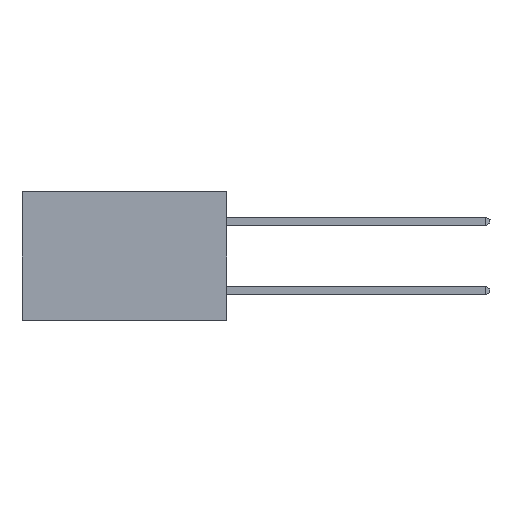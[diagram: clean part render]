
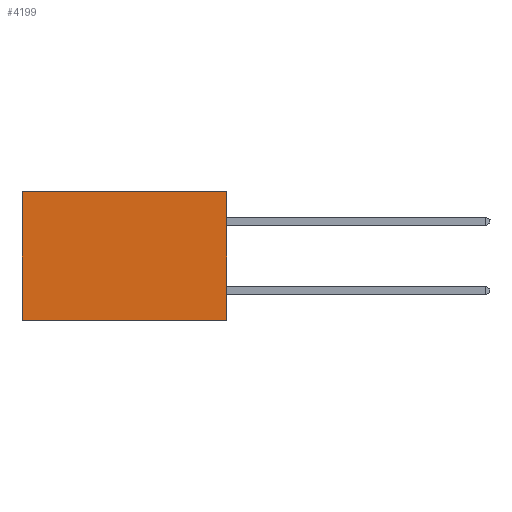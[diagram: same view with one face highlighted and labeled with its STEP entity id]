
A CAD part, left-side view. The second image highlights one B-rep face of the part: STEP entity #4199.
In plain terms, the highlighted planar face has unit normal (-1, 0, 0).
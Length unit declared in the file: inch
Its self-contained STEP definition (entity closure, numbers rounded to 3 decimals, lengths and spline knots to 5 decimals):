
#737 = CARTESIAN_POINT ( 'NONE',  ( 0.277, 0., -0.37 ) ) ;
#901 = LINE ( 'NONE', #4675, #20228 ) ;
#1278 = CARTESIAN_POINT ( 'NONE',  ( 0.277, 0.59, -0.37 ) ) ;
#1284 = ORIENTED_EDGE ( 'NONE', *, *, #14589, .T. ) ;
#1549 = CARTESIAN_POINT ( 'NONE',  ( 0.277, 0.59, -0.37 ) ) ;
#1881 = DIRECTION ( 'NONE',  ( 0., 0., -1. ) ) ;
#2122 = VERTEX_POINT ( 'NONE', #15568 ) ;
#2178 = LINE ( 'NONE', #737, #16597 ) ;
#2300 = EDGE_CURVE ( 'NONE', #16523, #11458, #2178, .T. ) ;
#2771 = LINE ( 'NONE', #1278, #17193 ) ;
#2970 = DIRECTION ( 'NONE',  ( 0., 0., -1. ) ) ;
#3470 = FACE_OUTER_BOUND ( 'NONE', #11138, .T. ) ;
#4199 = ADVANCED_FACE ( 'NONE', ( #3470 ), #9157, .F. ) ;
#4675 = CARTESIAN_POINT ( 'NONE',  ( 0.277, 0., 0. ) ) ;
#5075 = ORIENTED_EDGE ( 'NONE', *, *, #2300, .F. ) ;
#6743 = EDGE_CURVE ( 'NONE', #2122, #14825, #2771, .T. ) ;
#7707 = VECTOR ( 'NONE', #17462, 39.37008 ) ;
#8560 = EDGE_CURVE ( 'NONE', #11458, #14825, #22546, .T. ) ;
#8935 = ORIENTED_EDGE ( 'NONE', *, *, #6743, .T. ) ;
#9041 = DIRECTION ( 'NONE',  ( 0., 0., -1. ) ) ;
#9107 = DIRECTION ( 'NONE',  ( 1., 0., 0. ) ) ;
#9157 = PLANE ( 'NONE',  #22471 ) ;
#11138 = EDGE_LOOP ( 'NONE', ( #8935, #14471, #5075, #1284 ) ) ;
#11458 = VERTEX_POINT ( 'NONE', #14665 ) ;
#11502 = CARTESIAN_POINT ( 'NONE',  ( 0.277, 0., -0.37 ) ) ;
#14471 = ORIENTED_EDGE ( 'NONE', *, *, #8560, .F. ) ;
#14589 = EDGE_CURVE ( 'NONE', #16523, #2122, #901, .T. ) ;
#14665 = CARTESIAN_POINT ( 'NONE',  ( 0.277, 0., -0.37 ) ) ;
#14825 = VERTEX_POINT ( 'NONE', #1549 ) ;
#15568 = CARTESIAN_POINT ( 'NONE',  ( 0.277, 0.59, 0. ) ) ;
#16523 = VERTEX_POINT ( 'NONE', #17250 ) ;
#16597 = VECTOR ( 'NONE', #1881, 39.37008 ) ;
#17193 = VECTOR ( 'NONE', #2970, 39.37008 ) ;
#17250 = CARTESIAN_POINT ( 'NONE',  ( 0.277, 0., 0. ) ) ;
#17462 = DIRECTION ( 'NONE',  ( 0., 1., 0. ) ) ;
#19236 = CARTESIAN_POINT ( 'NONE',  ( 0.277, 0., -0.37 ) ) ;
#19654 = DIRECTION ( 'NONE',  ( 0., 1., 0. ) ) ;
#20228 = VECTOR ( 'NONE', #19654, 39.37008 ) ;
#22471 = AXIS2_PLACEMENT_3D ( 'NONE', #11502, #9107, #9041 ) ;
#22546 = LINE ( 'NONE', #19236, #7707 ) ;
